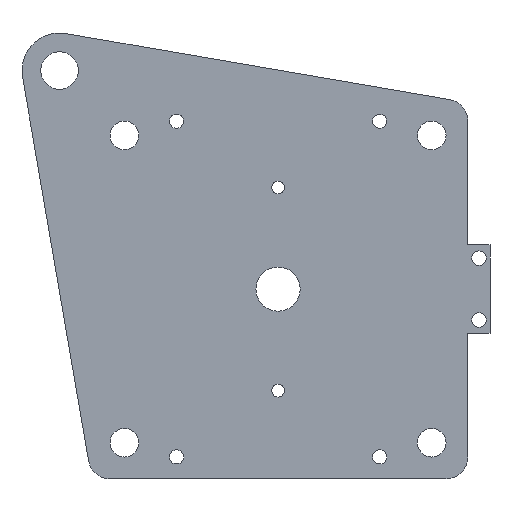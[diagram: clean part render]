
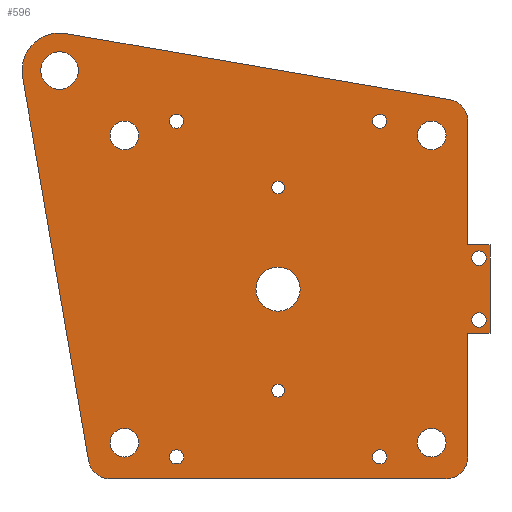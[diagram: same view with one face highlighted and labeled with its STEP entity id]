
A CAD part, front view. The second image highlights one B-rep face of the part: STEP entity #596.
In plain terms, the highlighted planar face has unit normal (0, -1, 0).
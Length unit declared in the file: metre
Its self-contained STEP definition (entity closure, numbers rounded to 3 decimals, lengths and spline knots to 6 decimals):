
#34=LINE('',#945,#62);
#35=LINE('',#950,#63);
#36=LINE('',#954,#64);
#37=LINE('',#958,#65);
#38=LINE('',#962,#66);
#39=LINE('',#964,#67);
#40=LINE('',#966,#68);
#41=LINE('',#968,#69);
#62=VECTOR('',#757,1.);
#63=VECTOR('',#760,1.);
#64=VECTOR('',#763,1.);
#65=VECTOR('',#766,1.);
#66=VECTOR('',#769,1.);
#67=VECTOR('',#770,1.);
#68=VECTOR('',#771,1.);
#69=VECTOR('',#772,1.);
#90=ORIENTED_EDGE('',*,*,#234,.F.);
#91=ORIENTED_EDGE('',*,*,#235,.F.);
#92=ORIENTED_EDGE('',*,*,#236,.F.);
#93=ORIENTED_EDGE('',*,*,#237,.F.);
#94=ORIENTED_EDGE('',*,*,#238,.F.);
#95=ORIENTED_EDGE('',*,*,#239,.F.);
#96=ORIENTED_EDGE('',*,*,#240,.F.);
#97=ORIENTED_EDGE('',*,*,#241,.F.);
#98=ORIENTED_EDGE('',*,*,#242,.F.);
#99=ORIENTED_EDGE('',*,*,#243,.F.);
#100=ORIENTED_EDGE('',*,*,#244,.F.);
#101=ORIENTED_EDGE('',*,*,#245,.F.);
#102=ORIENTED_EDGE('',*,*,#246,.F.);
#103=ORIENTED_EDGE('',*,*,#247,.T.);
#104=ORIENTED_EDGE('',*,*,#248,.F.);
#105=ORIENTED_EDGE('',*,*,#249,.F.);
#106=ORIENTED_EDGE('',*,*,#250,.F.);
#107=ORIENTED_EDGE('',*,*,#251,.F.);
#108=ORIENTED_EDGE('',*,*,#252,.F.);
#109=ORIENTED_EDGE('',*,*,#253,.F.);
#110=ORIENTED_EDGE('',*,*,#254,.F.);
#111=ORIENTED_EDGE('',*,*,#255,.F.);
#112=ORIENTED_EDGE('',*,*,#256,.T.);
#113=ORIENTED_EDGE('',*,*,#257,.T.);
#114=ORIENTED_EDGE('',*,*,#258,.T.);
#115=ORIENTED_EDGE('',*,*,#259,.F.);
#234=EDGE_CURVE('',#306,#306,#366,.F.);
#235=EDGE_CURVE('',#307,#307,#367,.F.);
#236=EDGE_CURVE('',#308,#308,#368,.F.);
#237=EDGE_CURVE('',#309,#309,#369,.F.);
#238=EDGE_CURVE('',#310,#310,#370,.F.);
#239=EDGE_CURVE('',#311,#311,#371,.F.);
#240=EDGE_CURVE('',#312,#312,#372,.F.);
#241=EDGE_CURVE('',#313,#313,#373,.F.);
#242=EDGE_CURVE('',#314,#314,#374,.F.);
#243=EDGE_CURVE('',#315,#315,#375,.F.);
#244=EDGE_CURVE('',#316,#316,#376,.F.);
#245=EDGE_CURVE('',#317,#317,#377,.F.);
#246=EDGE_CURVE('',#318,#318,#378,.F.);
#247=EDGE_CURVE('',#319,#319,#379,.T.);
#248=EDGE_CURVE('',#320,#321,#34,.T.);
#249=EDGE_CURVE('',#322,#320,#380,.T.);
#250=EDGE_CURVE('',#323,#322,#35,.T.);
#251=EDGE_CURVE('',#324,#323,#381,.T.);
#252=EDGE_CURVE('',#325,#324,#36,.T.);
#253=EDGE_CURVE('',#326,#325,#382,.T.);
#254=EDGE_CURVE('',#327,#326,#37,.T.);
#255=EDGE_CURVE('',#328,#327,#383,.T.);
#256=EDGE_CURVE('',#328,#329,#38,.T.);
#257=EDGE_CURVE('',#329,#330,#39,.T.);
#258=EDGE_CURVE('',#330,#331,#40,.T.);
#259=EDGE_CURVE('',#321,#331,#41,.T.);
#306=VERTEX_POINT('',#918);
#307=VERTEX_POINT('',#920);
#308=VERTEX_POINT('',#922);
#309=VERTEX_POINT('',#924);
#310=VERTEX_POINT('',#926);
#311=VERTEX_POINT('',#928);
#312=VERTEX_POINT('',#930);
#313=VERTEX_POINT('',#932);
#314=VERTEX_POINT('',#934);
#315=VERTEX_POINT('',#936);
#316=VERTEX_POINT('',#938);
#317=VERTEX_POINT('',#940);
#318=VERTEX_POINT('',#942);
#319=VERTEX_POINT('',#944);
#320=VERTEX_POINT('',#946);
#321=VERTEX_POINT('',#947);
#322=VERTEX_POINT('',#949);
#323=VERTEX_POINT('',#951);
#324=VERTEX_POINT('',#953);
#325=VERTEX_POINT('',#955);
#326=VERTEX_POINT('',#957);
#327=VERTEX_POINT('',#959);
#328=VERTEX_POINT('',#961);
#329=VERTEX_POINT('',#963);
#330=VERTEX_POINT('',#965);
#331=VERTEX_POINT('',#967);
#366=CIRCLE('',#646,0.0016);
#367=CIRCLE('',#647,0.0016);
#368=CIRCLE('',#648,0.0016);
#369=CIRCLE('',#649,0.0016);
#370=CIRCLE('',#650,0.001435);
#371=CIRCLE('',#651,0.001435);
#372=CIRCLE('',#652,0.00165);
#373=CIRCLE('',#653,0.00165);
#374=CIRCLE('',#654,0.00425);
#375=CIRCLE('',#655,0.00325);
#376=CIRCLE('',#656,0.00325);
#377=CIRCLE('',#657,0.00325);
#378=CIRCLE('',#658,0.00325);
#379=CIRCLE('',#659,0.005);
#380=CIRCLE('',#660,0.005);
#381=CIRCLE('',#661,0.0085);
#382=CIRCLE('',#662,0.005);
#383=CIRCLE('',#663,0.005);
#410=EDGE_LOOP('',(#90));
#411=EDGE_LOOP('',(#91));
#412=EDGE_LOOP('',(#92));
#413=EDGE_LOOP('',(#93));
#414=EDGE_LOOP('',(#94));
#415=EDGE_LOOP('',(#95));
#416=EDGE_LOOP('',(#96));
#417=EDGE_LOOP('',(#97));
#418=EDGE_LOOP('',(#98));
#419=EDGE_LOOP('',(#99));
#420=EDGE_LOOP('',(#100));
#421=EDGE_LOOP('',(#101));
#422=EDGE_LOOP('',(#102));
#423=EDGE_LOOP('',(#103));
#424=EDGE_LOOP('',(#104,#105,#106,#107,#108,#109,#110,#111,#112,#113,#114,
#115));
#496=FACE_BOUND('',#410,.T.);
#497=FACE_BOUND('',#411,.T.);
#498=FACE_BOUND('',#412,.T.);
#499=FACE_BOUND('',#413,.T.);
#500=FACE_BOUND('',#414,.T.);
#501=FACE_BOUND('',#415,.T.);
#502=FACE_BOUND('',#416,.T.);
#503=FACE_BOUND('',#417,.T.);
#504=FACE_BOUND('',#418,.T.);
#505=FACE_BOUND('',#419,.T.);
#506=FACE_BOUND('',#420,.T.);
#507=FACE_BOUND('',#421,.T.);
#508=FACE_BOUND('',#422,.T.);
#509=FACE_BOUND('',#423,.T.);
#510=FACE_BOUND('',#424,.T.);
#582=PLANE('',#645);
#596=ADVANCED_FACE('',(#496,#497,#498,#499,#500,#501,#502,#503,#504,#505,
#506,#507,#508,#509,#510),#582,.F.);
#645=AXIS2_PLACEMENT_3D('',#916,#727,#728);
#646=AXIS2_PLACEMENT_3D('',#917,#729,#730);
#647=AXIS2_PLACEMENT_3D('',#919,#731,#732);
#648=AXIS2_PLACEMENT_3D('',#921,#733,#734);
#649=AXIS2_PLACEMENT_3D('',#923,#735,#736);
#650=AXIS2_PLACEMENT_3D('',#925,#737,#738);
#651=AXIS2_PLACEMENT_3D('',#927,#739,#740);
#652=AXIS2_PLACEMENT_3D('',#929,#741,#742);
#653=AXIS2_PLACEMENT_3D('',#931,#743,#744);
#654=AXIS2_PLACEMENT_3D('',#933,#745,#746);
#655=AXIS2_PLACEMENT_3D('',#935,#747,#748);
#656=AXIS2_PLACEMENT_3D('',#937,#749,#750);
#657=AXIS2_PLACEMENT_3D('',#939,#751,#752);
#658=AXIS2_PLACEMENT_3D('',#941,#753,#754);
#659=AXIS2_PLACEMENT_3D('',#943,#755,#756);
#660=AXIS2_PLACEMENT_3D('',#948,#758,#759);
#661=AXIS2_PLACEMENT_3D('',#952,#761,#762);
#662=AXIS2_PLACEMENT_3D('',#956,#764,#765);
#663=AXIS2_PLACEMENT_3D('',#960,#767,#768);
#727=DIRECTION('',(0.,1.,0.));
#728=DIRECTION('',(-1.,0.,0.));
#729=DIRECTION('',(0.,1.,0.));
#730=DIRECTION('',(0.,0.,1.));
#731=DIRECTION('',(0.,1.,0.));
#732=DIRECTION('',(0.,0.,1.));
#733=DIRECTION('',(0.,1.,0.));
#734=DIRECTION('',(0.,0.,1.));
#735=DIRECTION('',(0.,1.,0.));
#736=DIRECTION('',(0.,0.,1.));
#737=DIRECTION('',(0.,1.,0.));
#738=DIRECTION('',(0.,0.,1.));
#739=DIRECTION('',(0.,1.,0.));
#740=DIRECTION('',(0.,0.,1.));
#741=DIRECTION('',(0.,1.,0.));
#742=DIRECTION('',(0.,0.,1.));
#743=DIRECTION('',(0.,1.,0.));
#744=DIRECTION('',(0.,0.,1.));
#745=DIRECTION('',(0.,1.,0.));
#746=DIRECTION('',(0.,0.,1.));
#747=DIRECTION('',(0.,1.,0.));
#748=DIRECTION('',(0.,0.,1.));
#749=DIRECTION('',(0.,1.,0.));
#750=DIRECTION('',(0.,0.,1.));
#751=DIRECTION('',(0.,1.,0.));
#752=DIRECTION('',(0.,0.,1.));
#753=DIRECTION('',(0.,1.,0.));
#754=DIRECTION('',(0.,0.,1.));
#755=DIRECTION('',(0.,1.,0.));
#756=DIRECTION('',(0.,0.,1.));
#757=DIRECTION('',(0.,0.,-1.));
#758=DIRECTION('',(0.,1.,0.));
#759=DIRECTION('',(0.,0.,1.));
#760=DIRECTION('',(0.986,0.,-0.17));
#761=DIRECTION('',(0.,1.,0.));
#762=DIRECTION('',(0.,0.,1.));
#763=DIRECTION('',(-0.17,0.,0.986));
#764=DIRECTION('',(0.,1.,0.));
#765=DIRECTION('',(0.,0.,1.));
#766=DIRECTION('',(-1.,0.,0.));
#767=DIRECTION('',(0.,1.,0.));
#768=DIRECTION('',(0.,0.,1.));
#769=DIRECTION('',(0.,0.,1.));
#770=DIRECTION('',(1.,0.,0.));
#771=DIRECTION('',(0.,0.,1.));
#772=DIRECTION('',(1.,0.,0.));
#916=CARTESIAN_POINT('',(-0.004999,0.078,0.007497));
#917=CARTESIAN_POINT('',(0.023,0.078,-0.038));
#918=CARTESIAN_POINT('',(0.023,0.078,-0.0364));
#919=CARTESIAN_POINT('',(-0.023,0.078,-0.038));
#920=CARTESIAN_POINT('',(-0.023,0.078,-0.0364));
#921=CARTESIAN_POINT('',(-0.023,0.078,0.038));
#922=CARTESIAN_POINT('',(-0.023,0.078,0.0396));
#923=CARTESIAN_POINT('',(0.023,0.078,0.038));
#924=CARTESIAN_POINT('',(0.023,0.078,0.0396));
#925=CARTESIAN_POINT('',(0.,0.078,-0.023013));
#926=CARTESIAN_POINT('',(0.,0.078,-0.021578));
#927=CARTESIAN_POINT('',(0.,0.078,0.023013));
#928=CARTESIAN_POINT('',(0.,0.078,0.024448));
#929=CARTESIAN_POINT('',(0.0455,0.078,0.007));
#930=CARTESIAN_POINT('',(0.0455,0.078,0.00865));
#931=CARTESIAN_POINT('',(0.0455,0.078,-0.007));
#932=CARTESIAN_POINT('',(0.0455,0.078,-0.00535));
#933=CARTESIAN_POINT('',(-0.049497,0.078,0.049497));
#934=CARTESIAN_POINT('',(-0.049497,0.078,0.053747));
#935=CARTESIAN_POINT('',(0.0348,0.078,0.0348));
#936=CARTESIAN_POINT('',(0.0348,0.078,0.03805));
#937=CARTESIAN_POINT('',(0.0348,0.078,-0.0348));
#938=CARTESIAN_POINT('',(0.0348,0.078,-0.03155));
#939=CARTESIAN_POINT('',(-0.0348,0.078,-0.0348));
#940=CARTESIAN_POINT('',(-0.0348,0.078,-0.03155));
#941=CARTESIAN_POINT('',(-0.0348,0.078,0.0348));
#942=CARTESIAN_POINT('',(-0.0348,0.078,0.03805));
#943=CARTESIAN_POINT('',(0.,0.078,0.));
#944=CARTESIAN_POINT('',(0.,0.078,0.005));
#945=CARTESIAN_POINT('',(0.043,0.078,0.024));
#946=CARTESIAN_POINT('',(0.043,0.078,0.038));
#947=CARTESIAN_POINT('',(0.043,0.078,0.01));
#948=CARTESIAN_POINT('',(0.038,0.078,0.038));
#949=CARTESIAN_POINT('',(0.038848,0.078,0.042928));
#950=CARTESIAN_POINT('',(-0.004605,0.078,0.050401));
#951=CARTESIAN_POINT('',(-0.048057,0.078,0.057874));
#952=CARTESIAN_POINT('',(-0.049497,0.078,0.049497));
#953=CARTESIAN_POINT('',(-0.057874,0.078,0.048057));
#954=CARTESIAN_POINT('',(-0.050401,0.078,0.004605));
#955=CARTESIAN_POINT('',(-0.042928,0.078,-0.038848));
#956=CARTESIAN_POINT('',(-0.038,0.078,-0.038));
#957=CARTESIAN_POINT('',(-0.038,0.078,-0.043));
#958=CARTESIAN_POINT('',(0.,0.078,-0.043));
#959=CARTESIAN_POINT('',(0.038,0.078,-0.043));
#960=CARTESIAN_POINT('',(0.038,0.078,-0.038));
#961=CARTESIAN_POINT('',(0.043,0.078,-0.038));
#962=CARTESIAN_POINT('',(0.043,0.078,0.007497));
#963=CARTESIAN_POINT('',(0.043,0.078,-0.01));
#964=CARTESIAN_POINT('',(0.0455,0.078,-0.01));
#965=CARTESIAN_POINT('',(0.048,0.078,-0.01));
#966=CARTESIAN_POINT('',(0.048,0.078,0.));
#967=CARTESIAN_POINT('',(0.048,0.078,0.01));
#968=CARTESIAN_POINT('',(0.0455,0.078,0.01));
